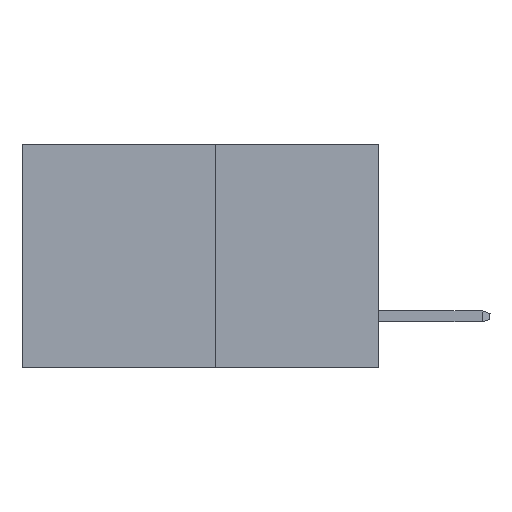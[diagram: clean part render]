
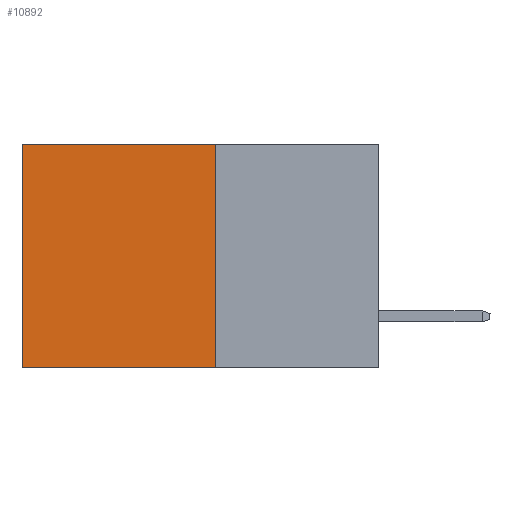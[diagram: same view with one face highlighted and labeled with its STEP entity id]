
A CAD part, left-side view. The second image highlights one B-rep face of the part: STEP entity #10892.
In plain terms, the highlighted planar face has unit normal (-1, 0, 0).
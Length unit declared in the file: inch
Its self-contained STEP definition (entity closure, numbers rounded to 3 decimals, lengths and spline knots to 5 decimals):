
#885 = CARTESIAN_POINT ( 'NONE',  ( 0.277, 0.27, 0. ) ) ;
#1033 = CARTESIAN_POINT ( 'NONE',  ( 0.277, 0.27, -0.37 ) ) ;
#2489 = ORIENTED_EDGE ( 'NONE', *, *, #11050, .T. ) ;
#2531 = DIRECTION ( 'NONE',  ( 1., 0., 0. ) ) ;
#3180 = ORIENTED_EDGE ( 'NONE', *, *, #5968, .T. ) ;
#3583 = CARTESIAN_POINT ( 'NONE',  ( 0.277, 0.59, 0. ) ) ;
#3670 = VECTOR ( 'NONE', #4849, 39.37008 ) ;
#3857 = CARTESIAN_POINT ( 'NONE',  ( 0.277, 0.59, -0.37 ) ) ;
#4087 = EDGE_CURVE ( 'NONE', #12640, #9204, #9054, .T. ) ;
#4849 = DIRECTION ( 'NONE',  ( 0., 1., 0. ) ) ;
#5558 = DIRECTION ( 'NONE',  ( 0., 0., -1. ) ) ;
#5945 = DIRECTION ( 'NONE',  ( 0., 1., 0. ) ) ;
#5968 = EDGE_CURVE ( 'NONE', #12540, #13958, #8514, .T. ) ;
#6086 = VECTOR ( 'NONE', #5945, 39.37008 ) ;
#8514 = LINE ( 'NONE', #18732, #11043 ) ;
#9054 = LINE ( 'NONE', #9373, #16808 ) ;
#9204 = VERTEX_POINT ( 'NONE', #1033 ) ;
#9346 = DIRECTION ( 'NONE',  ( 0., 0., -1. ) ) ;
#9373 = CARTESIAN_POINT ( 'NONE',  ( 0.277, 0.27, -0.37 ) ) ;
#9546 = LINE ( 'NONE', #14763, #6086 ) ;
#10892 = ADVANCED_FACE ( 'NONE', ( #16183 ), #11447, .F. ) ;
#11043 = VECTOR ( 'NONE', #5558, 39.37008 ) ;
#11050 = EDGE_CURVE ( 'NONE', #12640, #12540, #9546, .T. ) ;
#11110 = LINE ( 'NONE', #13720, #3670 ) ;
#11447 = PLANE ( 'NONE',  #17105 ) ;
#12540 = VERTEX_POINT ( 'NONE', #3583 ) ;
#12640 = VERTEX_POINT ( 'NONE', #885 ) ;
#12911 = DIRECTION ( 'NONE',  ( 0., 0., -1. ) ) ;
#13398 = ORIENTED_EDGE ( 'NONE', *, *, #13692, .F. ) ;
#13692 = EDGE_CURVE ( 'NONE', #9204, #13958, #11110, .T. ) ;
#13720 = CARTESIAN_POINT ( 'NONE',  ( 0.277, 0.27, -0.37 ) ) ;
#13958 = VERTEX_POINT ( 'NONE', #3857 ) ;
#14763 = CARTESIAN_POINT ( 'NONE',  ( 0.277, 0.27, 0. ) ) ;
#16183 = FACE_OUTER_BOUND ( 'NONE', #16294, .T. ) ;
#16294 = EDGE_LOOP ( 'NONE', ( #3180, #13398, #17221, #2489 ) ) ;
#16808 = VECTOR ( 'NONE', #9346, 39.37008 ) ;
#17105 = AXIS2_PLACEMENT_3D ( 'NONE', #17201, #2531, #12911 ) ;
#17201 = CARTESIAN_POINT ( 'NONE',  ( 0.277, 0.27, -0.37 ) ) ;
#17221 = ORIENTED_EDGE ( 'NONE', *, *, #4087, .F. ) ;
#18732 = CARTESIAN_POINT ( 'NONE',  ( 0.277, 0.59, -0.37 ) ) ;
